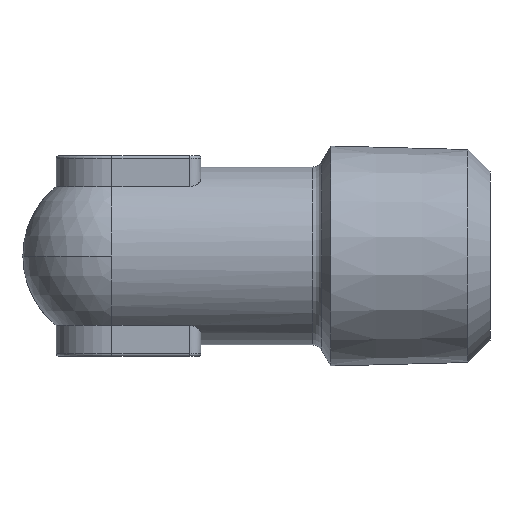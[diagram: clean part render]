
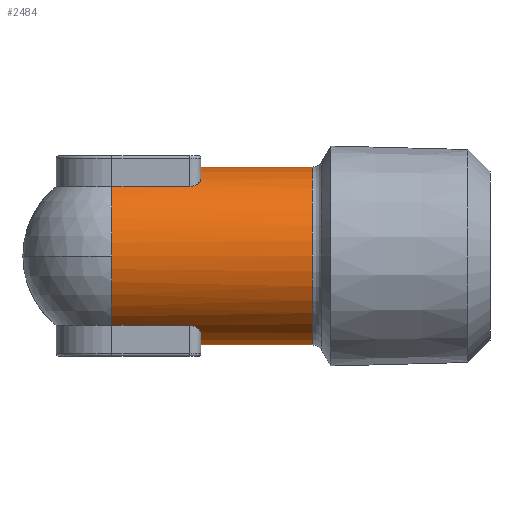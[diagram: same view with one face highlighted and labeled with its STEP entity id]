
A CAD part, left-side view. The second image highlights one B-rep face of the part: STEP entity #2484.
In plain terms, the highlighted cylindrical face has radius 4 mm (diameter 8 mm), a partial arc.
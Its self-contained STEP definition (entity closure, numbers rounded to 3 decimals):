
#294 = EDGE_CURVE ( 'NONE', #555, #537, #3266, .T. ) ;
#295 = EDGE_CURVE ( 'NONE', #540, #532, #3268, .T. ) ;
#296 = EDGE_CURVE ( 'NONE', #486, #540, #1930, .T. ) ;
#297 = EDGE_CURVE ( 'NONE', #574, #486, #1389, .T. ) ;
#298 = EDGE_CURVE ( 'NONE', #485, #537, #1390, .T. ) ;
#299 = EDGE_CURVE ( 'NONE', #460, #485, #1417, .T. ) ;
#300 = EDGE_CURVE ( 'NONE', #1798, #460, #3376, .T. ) ;
#460 = VERTEX_POINT ( 'NONE', #2586 ) ;
#482 = VERTEX_POINT ( 'NONE', #2608 ) ;
#483 = VERTEX_POINT ( 'NONE', #2609 ) ;
#485 = VERTEX_POINT ( 'NONE', #2610 ) ;
#486 = VERTEX_POINT ( 'NONE', #2611 ) ;
#532 = VERTEX_POINT ( 'NONE', #1424 ) ;
#537 = VERTEX_POINT ( 'NONE', #1429 ) ;
#540 = VERTEX_POINT ( 'NONE', #1432 ) ;
#555 = VERTEX_POINT ( 'NONE', #1447 ) ;
#574 = VERTEX_POINT ( 'NONE', #1462 ) ;
#706 = CARTESIAN_POINT ( 'NONE',  ( 0., 7.845, 0. ) ) ;
#707 = DIRECTION ( 'NONE',  ( 0., 1., 0. ) ) ;
#708 = DIRECTION ( 'NONE',  ( 0., 0., 1. ) ) ;
#984 = EDGE_LOOP ( 'NONE', ( #1864, #1867, #1868, #1866, #1870, #1869, #1871, #1873, #1872, #1875, #1874 ) ) ;
#1202 = CARTESIAN_POINT ( 'NONE',  ( 0., -4., -4. ) ) ;
#1389 = LINE ( 'NONE', #2538, #3380 ) ;
#1390 = LINE ( 'NONE', #2540, #3278 ) ;
#1417 = B_SPLINE_CURVE_WITH_KNOTS ( 'NONE', 3,
 ( #2542, #2543, #2544, #2545, #2546, #2547, #2548, #2549 ),
 .UNSPECIFIED., .F., .F.,
 ( 4, 2, 2, 4 ),
 ( 0.003, 0.003, 0.003, 0.003 ),
 .UNSPECIFIED. ) ;
#1424 = CARTESIAN_POINT ( 'NONE',  ( 0., -4., 4. ) ) ;
#1429 = CARTESIAN_POINT ( 'NONE',  ( -2.5, 0., -3.122 ) ) ;
#1432 = CARTESIAN_POINT ( 'NONE',  ( -2., -4., 3.464 ) ) ;
#1447 = CARTESIAN_POINT ( 'NONE',  ( -4., 0., 0. ) ) ;
#1462 = CARTESIAN_POINT ( 'NONE',  ( -2.5, 0., 3.122 ) ) ;
#1798 = VERTEX_POINT ( 'NONE', #1202 ) ;
#1864 = ORIENTED_EDGE ( 'NONE', *, *, #2739, .F. ) ;
#1866 = ORIENTED_EDGE ( 'NONE', *, *, #295, .F. ) ;
#1867 = ORIENTED_EDGE ( 'NONE', *, *, #2736, .F. ) ;
#1868 = ORIENTED_EDGE ( 'NONE', *, *, #2750, .T. ) ;
#1869 = ORIENTED_EDGE ( 'NONE', *, *, #297, .F. ) ;
#1870 = ORIENTED_EDGE ( 'NONE', *, *, #296, .F. ) ;
#1871 = ORIENTED_EDGE ( 'NONE', *, *, #2753, .T. ) ;
#1872 = ORIENTED_EDGE ( 'NONE', *, *, #298, .F. ) ;
#1873 = ORIENTED_EDGE ( 'NONE', *, *, #294, .T. ) ;
#1874 = ORIENTED_EDGE ( 'NONE', *, *, #300, .F. ) ;
#1875 = ORIENTED_EDGE ( 'NONE', *, *, #299, .F. ) ;
#1930 = B_SPLINE_CURVE_WITH_KNOTS ( 'NONE', 3,
 ( #2530, #2531, #2532, #2533, #2534, #2535, #2536, #2537 ),
 .UNSPECIFIED., .F., .F.,
 ( 4, 2, 2, 4 ),
 ( 0., 0., 0., 0.001 ),
 .UNSPECIFIED. ) ;
#2126 = AXIS2_PLACEMENT_3D ( 'NONE', #706, #707, #708 ) ;
#2255 = CIRCLE ( 'NONE', #2256, 4. ) ;
#2256 = AXIS2_PLACEMENT_3D ( 'NONE', #3121, #3122, #3123 ) ;
#2263 = VECTOR ( 'NONE', #3131, 1000. ) ;
#2271 = CIRCLE ( 'NONE', #2276, 4. ) ;
#2272 = VECTOR ( 'NONE', #3178, 1000. ) ;
#2276 = AXIS2_PLACEMENT_3D ( 'NONE', #3185, #3186, #3187 ) ;
#2484 = ADVANCED_FACE ( 'NONE', ( #2894 ), #2895, .T. ) ;
#2524 = CARTESIAN_POINT ( 'NONE',  ( 0., 0., 0. ) ) ;
#2525 = DIRECTION ( 'NONE',  ( 0., -1., 0. ) ) ;
#2526 = DIRECTION ( 'NONE',  ( 0., 0., 1. ) ) ;
#2527 = CARTESIAN_POINT ( 'NONE',  ( 0., -4., 0. ) ) ;
#2528 = DIRECTION ( 'NONE',  ( 0., 1., 0. ) ) ;
#2529 = DIRECTION ( 'NONE',  ( -1., 0., 0. ) ) ;
#2530 = CARTESIAN_POINT ( 'NONE',  ( -2.5, -3.5, 3.122 ) ) ;
#2531 = CARTESIAN_POINT ( 'NONE',  ( -2.5, -3.573, 3.122 ) ) ;
#2532 = CARTESIAN_POINT ( 'NONE',  ( -2.484, -3.644, 3.136 ) ) ;
#2533 = CARTESIAN_POINT ( 'NONE',  ( -2.427, -3.769, 3.18 ) ) ;
#2534 = CARTESIAN_POINT ( 'NONE',  ( -2.387, -3.823, 3.21 ) ) ;
#2535 = CARTESIAN_POINT ( 'NONE',  ( -2.245, -3.954, 3.312 ) ) ;
#2536 = CARTESIAN_POINT ( 'NONE',  ( -2.126, -4., 3.392 ) ) ;
#2537 = CARTESIAN_POINT ( 'NONE',  ( -2., -4., 3.464 ) ) ;
#2538 = CARTESIAN_POINT ( 'NONE',  ( -2.5, 7.845, 3.122 ) ) ;
#2539 = DIRECTION ( 'NONE',  ( 0., -1., 0. ) ) ;
#2540 = CARTESIAN_POINT ( 'NONE',  ( -2.5, 7.845, -3.122 ) ) ;
#2541 = DIRECTION ( 'NONE',  ( 0., 1., 0. ) ) ;
#2542 = CARTESIAN_POINT ( 'NONE',  ( -2., -4., -3.464 ) ) ;
#2543 = CARTESIAN_POINT ( 'NONE',  ( -2.125, -4., -3.392 ) ) ;
#2544 = CARTESIAN_POINT ( 'NONE',  ( -2.246, -3.953, -3.312 ) ) ;
#2545 = CARTESIAN_POINT ( 'NONE',  ( -2.386, -3.824, -3.211 ) ) ;
#2546 = CARTESIAN_POINT ( 'NONE',  ( -2.426, -3.77, -3.18 ) ) ;
#2547 = CARTESIAN_POINT ( 'NONE',  ( -2.483, -3.645, -3.136 ) ) ;
#2548 = CARTESIAN_POINT ( 'NONE',  ( -2.5, -3.573, -3.122 ) ) ;
#2549 = CARTESIAN_POINT ( 'NONE',  ( -2.5, -3.5, -3.122 ) ) ;
#2550 = CARTESIAN_POINT ( 'NONE',  ( 0., -4., 0. ) ) ;
#2551 = DIRECTION ( 'NONE',  ( 0., 1., 0. ) ) ;
#2552 = DIRECTION ( 'NONE',  ( -1., 0., 0. ) ) ;
#2586 = CARTESIAN_POINT ( 'NONE',  ( -2., -4., -3.464 ) ) ;
#2608 = CARTESIAN_POINT ( 'NONE',  ( 0., -9., 4. ) ) ;
#2609 = CARTESIAN_POINT ( 'NONE',  ( 0., -9., -4. ) ) ;
#2610 = CARTESIAN_POINT ( 'NONE',  ( -2.5, -3.5, -3.122 ) ) ;
#2611 = CARTESIAN_POINT ( 'NONE',  ( -2.5, -3.5, 3.122 ) ) ;
#2736 = EDGE_CURVE ( 'NONE', #482, #483, #2255, .T. ) ;
#2739 = EDGE_CURVE ( 'NONE', #483, #1798, #2944, .T. ) ;
#2750 = EDGE_CURVE ( 'NONE', #482, #532, #2947, .T. ) ;
#2753 = EDGE_CURVE ( 'NONE', #574, #555, #2271, .T. ) ;
#2894 = FACE_OUTER_BOUND ( 'NONE', #984, .T. ) ;
#2895 = CYLINDRICAL_SURFACE ( 'NONE', #2126, 4. ) ;
#2944 = LINE ( 'NONE', #3130, #2263 ) ;
#2947 = LINE ( 'NONE', #3177, #2272 ) ;
#3121 = CARTESIAN_POINT ( 'NONE',  ( 0., -9., 0. ) ) ;
#3122 = DIRECTION ( 'NONE',  ( 0., -1., 0. ) ) ;
#3123 = DIRECTION ( 'NONE',  ( 0., 0., 1. ) ) ;
#3130 = CARTESIAN_POINT ( 'NONE',  ( 0., 7.845, -4. ) ) ;
#3131 = DIRECTION ( 'NONE',  ( 0., 1., 0. ) ) ;
#3177 = CARTESIAN_POINT ( 'NONE',  ( 0., 7.845, 4. ) ) ;
#3178 = DIRECTION ( 'NONE',  ( 0., 1., 0. ) ) ;
#3185 = CARTESIAN_POINT ( 'NONE',  ( 0., 0., 0. ) ) ;
#3186 = DIRECTION ( 'NONE',  ( 0., -1., 0. ) ) ;
#3187 = DIRECTION ( 'NONE',  ( 0., 0., 1. ) ) ;
#3259 = AXIS2_PLACEMENT_3D ( 'NONE', #2527, #2528, #2529 ) ;
#3260 = AXIS2_PLACEMENT_3D ( 'NONE', #2524, #2525, #2526 ) ;
#3266 = CIRCLE ( 'NONE', #3260, 4. ) ;
#3268 = CIRCLE ( 'NONE', #3259, 4. ) ;
#3278 = VECTOR ( 'NONE', #2541, 1000. ) ;
#3376 = CIRCLE ( 'NONE', #3378, 4. ) ;
#3378 = AXIS2_PLACEMENT_3D ( 'NONE', #2550, #2551, #2552 ) ;
#3380 = VECTOR ( 'NONE', #2539, 1000. ) ;
